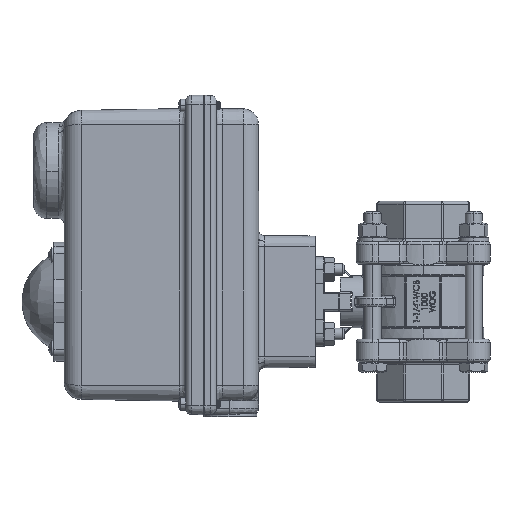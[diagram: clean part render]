
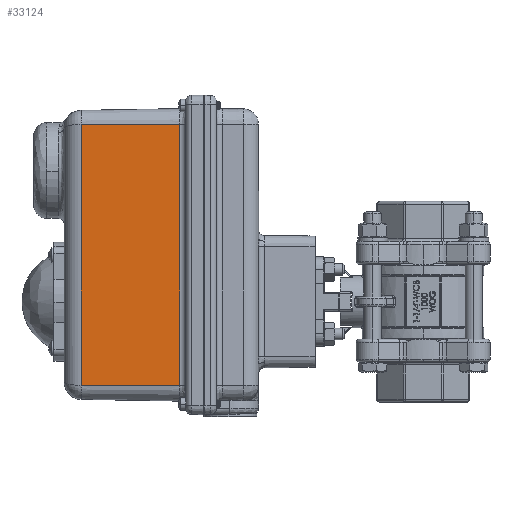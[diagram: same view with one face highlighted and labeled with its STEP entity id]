
A CAD part, left-side view. The second image highlights one B-rep face of the part: STEP entity #33124.
In plain terms, the highlighted planar face has unit normal (-1, 0.018, 0).
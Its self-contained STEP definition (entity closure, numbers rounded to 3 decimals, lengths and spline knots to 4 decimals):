
#3732 = CARTESIAN_POINT ( 'NONE',  ( -1.8385, 5.2441, -1.8021 ) ) ;
#4326 = DIRECTION ( 'NONE',  ( -0.017, -1., 0. ) ) ;
#4707 = LINE ( 'NONE', #40723, #16103 ) ;
#6011 = LINE ( 'NONE', #9288, #43101 ) ;
#6841 = DIRECTION ( 'NONE',  ( 0., 0., 1. ) ) ;
#9288 = CARTESIAN_POINT ( 'NONE',  ( -1.8013, 7.3728, 3.8229 ) ) ;
#10920 = VERTEX_POINT ( 'NONE', #3732 ) ;
#13883 = CARTESIAN_POINT ( 'NONE',  ( -1.8406, 5.1212, 3.8229 ) ) ;
#16065 = ORIENTED_EDGE ( 'NONE', *, *, #56305, .T. ) ;
#16103 = VECTOR ( 'NONE', #6841, 39.3701 ) ;
#16300 = AXIS2_PLACEMENT_3D ( 'NONE', #45705, #26504, #60294 ) ;
#16776 = PLANE ( 'NONE',  #16300 ) ;
#18642 = CARTESIAN_POINT ( 'NONE',  ( -1.8013, 7.3728, -1.8021 ) ) ;
#21891 = LINE ( 'NONE', #38230, #34792 ) ;
#24514 = CARTESIAN_POINT ( 'NONE',  ( -1.8013, 7.3728, 3.8229 ) ) ;
#26504 = DIRECTION ( 'NONE',  ( -1., 0.017, 0. ) ) ;
#29573 = EDGE_LOOP ( 'NONE', ( #42316, #61468, #33659, #16065 ) ) ;
#30908 = EDGE_CURVE ( 'NONE', #52146, #10920, #21891, .T. ) ;
#33124 = ADVANCED_FACE ( 'NONE', ( #49024 ), #16776, .T. ) ;
#33659 = ORIENTED_EDGE ( 'NONE', *, *, #30908, .T. ) ;
#34792 = VECTOR ( 'NONE', #4326, 39.3701 ) ;
#38230 = CARTESIAN_POINT ( 'NONE',  ( -1.8013, 7.3728, -1.8021 ) ) ;
#40723 = CARTESIAN_POINT ( 'NONE',  ( -1.8385, 5.2441, 0.0004 ) ) ;
#42316 = ORIENTED_EDGE ( 'NONE', *, *, #55303, .F. ) ;
#42477 = EDGE_CURVE ( 'NONE', #45954, #52146, #6011, .T. ) ;
#42843 = DIRECTION ( 'NONE',  ( -0.017, -1., 0. ) ) ;
#43101 = VECTOR ( 'NONE', #48002, 39.3701 ) ;
#45705 = CARTESIAN_POINT ( 'NONE',  ( -1.8406, 5.1212, 0.0004 ) ) ;
#45954 = VERTEX_POINT ( 'NONE', #24514 ) ;
#48002 = DIRECTION ( 'NONE',  ( 0., 0., -1. ) ) ;
#49024 = FACE_OUTER_BOUND ( 'NONE', #29573, .T. ) ;
#49428 = VECTOR ( 'NONE', #42843, 39.3701 ) ;
#51197 = CARTESIAN_POINT ( 'NONE',  ( -1.8385, 5.2441, 3.8229 ) ) ;
#52146 = VERTEX_POINT ( 'NONE', #18642 ) ;
#55303 = EDGE_CURVE ( 'NONE', #45954, #61352, #62265, .T. ) ;
#56305 = EDGE_CURVE ( 'NONE', #10920, #61352, #4707, .T. ) ;
#60294 = DIRECTION ( 'NONE',  ( 0.017, 1., 0. ) ) ;
#61352 = VERTEX_POINT ( 'NONE', #51197 ) ;
#61468 = ORIENTED_EDGE ( 'NONE', *, *, #42477, .T. ) ;
#62265 = LINE ( 'NONE', #13883, #49428 ) ;
